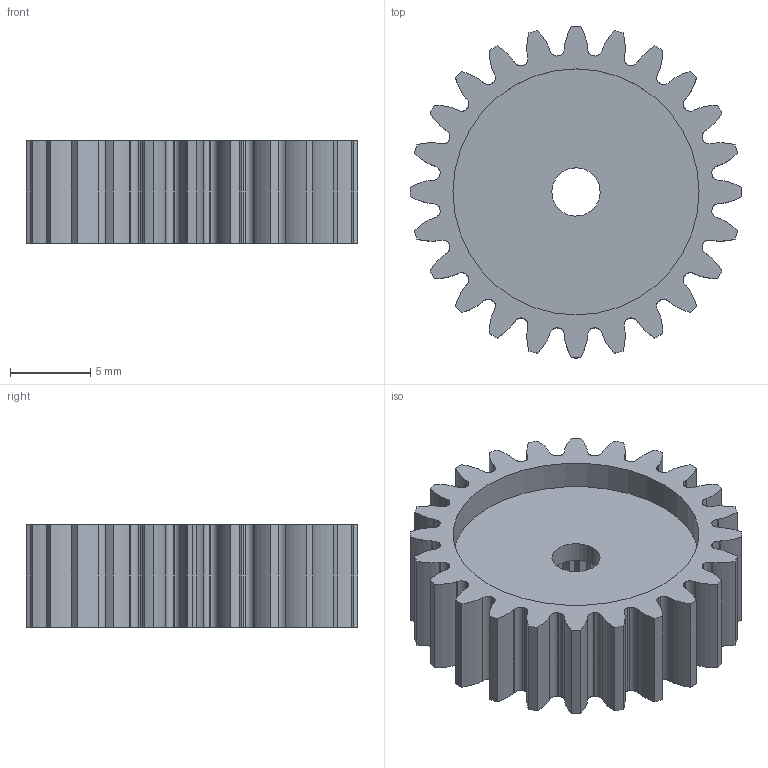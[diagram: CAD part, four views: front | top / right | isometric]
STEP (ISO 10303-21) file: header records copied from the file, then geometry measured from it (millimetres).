
FILE_DESCRIPTION (( 'STEP AP203' ), '1' );
FILE_NAME ('615286.STEP', '2016-10-04T20:27:07', ( '' ), ( '' ), 'SwSTEP 2.0', 'SolidWorks 2014', '' );
FILE_SCHEMA (( 'CONFIG_CONTROL_DESIGN' ));
Length unit declared in the file: millimetre
Products named in the file (1): 615286
Bounding box: 20.64 x 20.64 x 6.35 mm (x, y, z)
Volume: 1106.7 mm3; surface area: 1617.8 mm2
Topology: 1 solids, 1 shells, 258 faces, 753 edges, 502 vertices
Faces by surface type: plane 103, bspline 96, cylinder 59
Entity records: 11820 total; most frequent: CARTESIAN_POINT 5450, ORIENTED_EDGE 1506, DIRECTION 1005, EDGE_CURVE 753, VERTEX_POINT 502, VECTOR 443, LINE 443, AXIS2_PLACEMENT_3D 281
